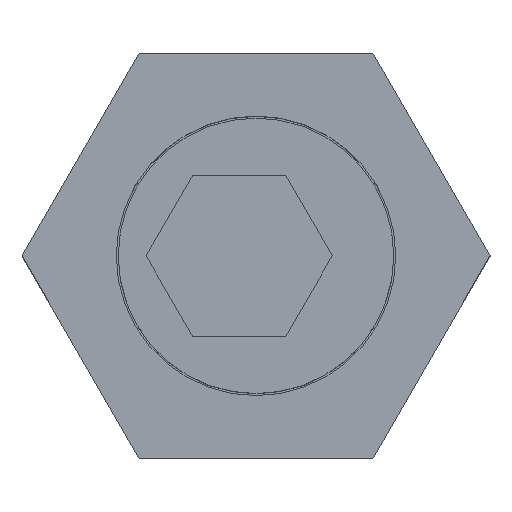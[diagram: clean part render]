
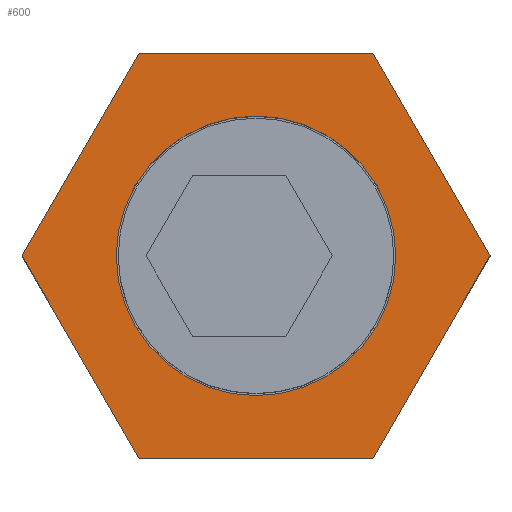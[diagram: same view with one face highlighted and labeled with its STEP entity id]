
A CAD part, top view. The second image highlights one B-rep face of the part: STEP entity #600.
In plain terms, the highlighted planar face has unit normal (0, 0, 1).
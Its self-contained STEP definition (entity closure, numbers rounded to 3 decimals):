
#7 = CARTESIAN_POINT ( 'NONE',  ( -8.707, -15.081, 12.7 ) ) ;
#27 = DIRECTION ( 'NONE',  ( 0., 0., 1. ) ) ;
#32 = CARTESIAN_POINT ( 'NONE',  ( 17.414, 0., 12.7 ) ) ;
#40 = LINE ( 'NONE', #686, #282 ) ;
#43 = DIRECTION ( 'NONE',  ( 0., 0., 1. ) ) ;
#76 = AXIS2_PLACEMENT_3D ( 'NONE', #413, #167, #1115 ) ;
#79 = VECTOR ( 'NONE', #599, 1000. ) ;
#109 = CARTESIAN_POINT ( 'NONE',  ( 17.414, 0., 12.7 ) ) ;
#130 = VERTEX_POINT ( 'NONE', #7 ) ;
#167 = DIRECTION ( 'NONE',  ( 0., 0., -1. ) ) ;
#184 = CARTESIAN_POINT ( 'NONE',  ( -8.707, 15.081, 12.7 ) ) ;
#186 = ORIENTED_EDGE ( 'NONE', *, *, #804, .T. ) ;
#200 = ORIENTED_EDGE ( 'NONE', *, *, #808, .T. ) ;
#206 = VECTOR ( 'NONE', #252, 1000. ) ;
#230 = CARTESIAN_POINT ( 'NONE',  ( -10.4, 0., 12.7 ) ) ;
#252 = DIRECTION ( 'NONE',  ( 1., 0., 0. ) ) ;
#264 = CARTESIAN_POINT ( 'NONE',  ( -17.414, 0., 12.7 ) ) ;
#282 = VECTOR ( 'NONE', #775, 1000. ) ;
#286 = CARTESIAN_POINT ( 'NONE',  ( 8.707, -15.081, 12.7 ) ) ;
#309 = VERTEX_POINT ( 'NONE', #184 ) ;
#326 = VERTEX_POINT ( 'NONE', #470 ) ;
#357 = EDGE_CURVE ( 'NONE', #326, #442, #953, .T. ) ;
#381 = ORIENTED_EDGE ( 'NONE', *, *, #604, .T. ) ;
#409 = CARTESIAN_POINT ( 'NONE',  ( -8.707, -15.081, 12.7 ) ) ;
#413 = CARTESIAN_POINT ( 'NONE',  ( 8.707, -15.081, 12.7 ) ) ;
#423 = LINE ( 'NONE', #770, #1023 ) ;
#424 = FACE_BOUND ( 'NONE', #603, .T. ) ;
#442 = VERTEX_POINT ( 'NONE', #230 ) ;
#455 = ORIENTED_EDGE ( 'NONE', *, *, #981, .T. ) ;
#470 = CARTESIAN_POINT ( 'NONE',  ( 10.4, 0., 12.7 ) ) ;
#496 = ORIENTED_EDGE ( 'NONE', *, *, #780, .T. ) ;
#528 = CARTESIAN_POINT ( 'NONE',  ( 8.707, 15.081, 12.7 ) ) ;
#549 = VERTEX_POINT ( 'NONE', #589 ) ;
#562 = LINE ( 'NONE', #264, #993 ) ;
#568 = AXIS2_PLACEMENT_3D ( 'NONE', #969, #27, #697 ) ;
#589 = CARTESIAN_POINT ( 'NONE',  ( -17.414, 0., 12.7 ) ) ;
#599 = DIRECTION ( 'NONE',  ( -1., 0., 0. ) ) ;
#600 = ADVANCED_FACE ( 'NONE', ( #1025, #424 ), #937, .F. ) ;
#603 = EDGE_LOOP ( 'NONE', ( #1074, #870 ) ) ;
#604 = EDGE_CURVE ( 'NONE', #130, #1035, #1061, .T. ) ;
#612 = DIRECTION ( 'NONE',  ( -0.5, 0.866, 0. ) ) ;
#643 = CARTESIAN_POINT ( 'NONE',  ( 0., 0., 12.7 ) ) ;
#647 = DIRECTION ( 'NONE',  ( 1., 0., 0. ) ) ;
#666 = LINE ( 'NONE', #528, #79 ) ;
#686 = CARTESIAN_POINT ( 'NONE',  ( 8.707, -15.081, 12.7 ) ) ;
#695 = EDGE_CURVE ( 'NONE', #309, #549, #423, .T. ) ;
#697 = DIRECTION ( 'NONE',  ( 1., 0., 0. ) ) ;
#770 = CARTESIAN_POINT ( 'NONE',  ( -8.707, 15.081, 12.7 ) ) ;
#775 = DIRECTION ( 'NONE',  ( 0.5, 0.866, 0. ) ) ;
#780 = EDGE_CURVE ( 'NONE', #549, #130, #562, .T. ) ;
#804 = EDGE_CURVE ( 'NONE', #1035, #978, #40, .T. ) ;
#808 = EDGE_CURVE ( 'NONE', #824, #309, #666, .T. ) ;
#809 = ORIENTED_EDGE ( 'NONE', *, *, #695, .T. ) ;
#824 = VERTEX_POINT ( 'NONE', #847 ) ;
#827 = CIRCLE ( 'NONE', #568, 10.4 ) ;
#847 = CARTESIAN_POINT ( 'NONE',  ( 8.707, 15.081, 12.7 ) ) ;
#851 = EDGE_LOOP ( 'NONE', ( #186, #455, #200, #809, #496, #381 ) ) ;
#870 = ORIENTED_EDGE ( 'NONE', *, *, #904, .F. ) ;
#904 = EDGE_CURVE ( 'NONE', #442, #326, #827, .T. ) ;
#937 = PLANE ( 'NONE',  #76 ) ;
#940 = DIRECTION ( 'NONE',  ( -0.5, -0.866, 0. ) ) ;
#953 = CIRCLE ( 'NONE', #1033, 10.4 ) ;
#958 = VECTOR ( 'NONE', #612, 1000. ) ;
#969 = CARTESIAN_POINT ( 'NONE',  ( 0., 0., 12.7 ) ) ;
#978 = VERTEX_POINT ( 'NONE', #109 ) ;
#981 = EDGE_CURVE ( 'NONE', #978, #824, #1038, .T. ) ;
#993 = VECTOR ( 'NONE', #1041, 1000. ) ;
#1023 = VECTOR ( 'NONE', #940, 1000. ) ;
#1025 = FACE_OUTER_BOUND ( 'NONE', #851, .T. ) ;
#1033 = AXIS2_PLACEMENT_3D ( 'NONE', #643, #43, #647 ) ;
#1035 = VERTEX_POINT ( 'NONE', #286 ) ;
#1038 = LINE ( 'NONE', #32, #958 ) ;
#1041 = DIRECTION ( 'NONE',  ( 0.5, -0.866, 0. ) ) ;
#1061 = LINE ( 'NONE', #409, #206 ) ;
#1074 = ORIENTED_EDGE ( 'NONE', *, *, #357, .F. ) ;
#1115 = DIRECTION ( 'NONE',  ( -1., 0., 0. ) ) ;
